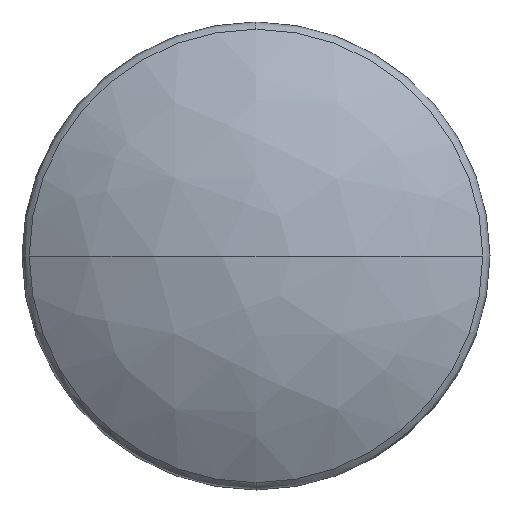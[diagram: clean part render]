
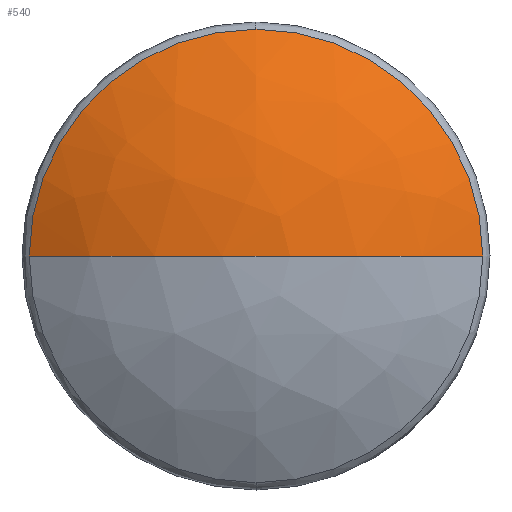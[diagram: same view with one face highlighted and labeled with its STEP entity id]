
A CAD part, left-side view. The second image highlights one B-rep face of the part: STEP entity #540.
In plain terms, the highlighted free-form (B-spline) face has degree [3, 3] with [4, 4] control points.
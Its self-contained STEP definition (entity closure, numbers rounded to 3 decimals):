
#1 = VERTEX_POINT ( 'NONE', #577 ) ;
#3 = AXIS2_PLACEMENT_3D ( 'NONE', #651, #227, #536 ) ;
#40 = VERTEX_POINT ( 'NONE', #516 ) ;
#55 = CARTESIAN_POINT ( 'NONE',  ( -1.899, 11.351, 2.185 ) ) ;
#102 = CIRCLE ( 'NONE', #691, 3.691 ) ;
#115 = CARTESIAN_POINT ( 'NONE',  ( -1.899, 3.889, 2.185 ) ) ;
#125 = CARTESIAN_POINT ( 'NONE',  ( -1.302, 3.889, 3.126 ) ) ;
#165 = ORIENTED_EDGE ( 'NONE', *, *, #532, .F. ) ;
#172 = CARTESIAN_POINT ( 'NONE',  ( -2.21, 3.889, 0. ) ) ;
#195 = EDGE_CURVE ( 'NONE', #40, #312, #471, .T. ) ;
#213 = EDGE_LOOP ( 'NONE', ( #165, #684, #743 ) ) ;
#218 = DIRECTION ( 'NONE',  ( 0., 0., 1. ) ) ;
#227 = DIRECTION ( 'NONE',  ( 1., 0., 0. ) ) ;
#232 = CARTESIAN_POINT ( 'NONE',  ( -3.317, 6.23, 2.747 ) ) ;
#235 = DIRECTION ( 'NONE',  ( 0., 0., -1. ) ) ;
#243 = CARTESIAN_POINT ( 'NONE',  ( -2.21, 11.351, 0. ) ) ;
#244 = CARTESIAN_POINT ( 'NONE',  ( -2.235, 3.929, 0. ) ) ;
#289 = CARTESIAN_POINT ( 'NONE',  ( -3.709, 6.23, 0. ) ) ;
#292 = CARTESIAN_POINT ( 'NONE',  ( -2.235, 7.62, 0. ) ) ;
#312 = VERTEX_POINT ( 'NONE', #244 ) ;
#338 = CARTESIAN_POINT ( 'NONE',  ( 3.619, 7.62, 0. ) ) ;
#357 = CARTESIAN_POINT ( 'NONE',  ( -3.317, 9.01, 2.747 ) ) ;
#378 =( BOUNDED_SURFACE ( )  B_SPLINE_SURFACE ( 3, 3, ( 
 ( #243, #547, #55, #419 ),
 ( #551, #767, #357, #715 ),
 ( #289, #657, #232, #596 ),
 ( #172, #541, #115, #125 ) ),
 .UNSPECIFIED., .F., .F., .T. ) 
 B_SPLINE_SURFACE_WITH_KNOTS ( ( 4, 4 ),
 ( 4, 4 ),
 ( 0., 1. ),
 ( 0., 1. ),
 .UNSPECIFIED. ) 
 GEOMETRIC_REPRESENTATION_ITEM ( )  RATIONAL_B_SPLINE_SURFACE ( (
 ( 1., 0.973, 0.973, 1.),
 ( 0.895, 0.871, 0.871, 0.895),
 ( 0.895, 0.871, 0.871, 0.895),
 ( 1., 0.973, 0.973, 1.) ) ) 
 REPRESENTATION_ITEM ( '' )  SURFACE ( )  );
#399 = DIRECTION ( 'NONE',  ( 0., 1., 0. ) ) ;
#419 = CARTESIAN_POINT ( 'NONE',  ( -1.302, 11.351, 3.126 ) ) ;
#423 = AXIS2_PLACEMENT_3D ( 'NONE', #338, #218, #399 ) ;
#471 = CIRCLE ( 'NONE', #3, 3.691 ) ;
#516 = CARTESIAN_POINT ( 'NONE',  ( -2.235, 7.62, 3.691 ) ) ;
#532 = EDGE_CURVE ( 'NONE', #1, #40, #102, .T. ) ;
#536 = DIRECTION ( 'NONE',  ( 0., 0., -1. ) ) ;
#540 = ADVANCED_FACE ( 'NONE', ( #626 ), #378, .T. ) ;
#541 = CARTESIAN_POINT ( 'NONE',  ( -2.21, 3.889, 1.115 ) ) ;
#547 = CARTESIAN_POINT ( 'NONE',  ( -2.21, 11.351, 1.115 ) ) ;
#551 = CARTESIAN_POINT ( 'NONE',  ( -3.709, 9.01, 0. ) ) ;
#577 = CARTESIAN_POINT ( 'NONE',  ( -2.235, 11.311, 0. ) ) ;
#596 = CARTESIAN_POINT ( 'NONE',  ( -2.566, 6.23, 3.929 ) ) ;
#626 = FACE_OUTER_BOUND ( 'NONE', #213, .T. ) ;
#651 = CARTESIAN_POINT ( 'NONE',  ( -2.235, 7.62, 0. ) ) ;
#657 = CARTESIAN_POINT ( 'NONE',  ( -3.709, 6.23, 1.401 ) ) ;
#660 = EDGE_CURVE ( 'NONE', #1, #312, #757, .T. ) ;
#661 = DIRECTION ( 'NONE',  ( 1., 0., 0. ) ) ;
#684 = ORIENTED_EDGE ( 'NONE', *, *, #660, .T. ) ;
#691 = AXIS2_PLACEMENT_3D ( 'NONE', #292, #661, #235 ) ;
#715 = CARTESIAN_POINT ( 'NONE',  ( -2.566, 9.01, 3.929 ) ) ;
#743 = ORIENTED_EDGE ( 'NONE', *, *, #195, .F. ) ;
#757 = CIRCLE ( 'NONE', #423, 6.921 ) ;
#767 = CARTESIAN_POINT ( 'NONE',  ( -3.709, 9.01, 1.401 ) ) ;
